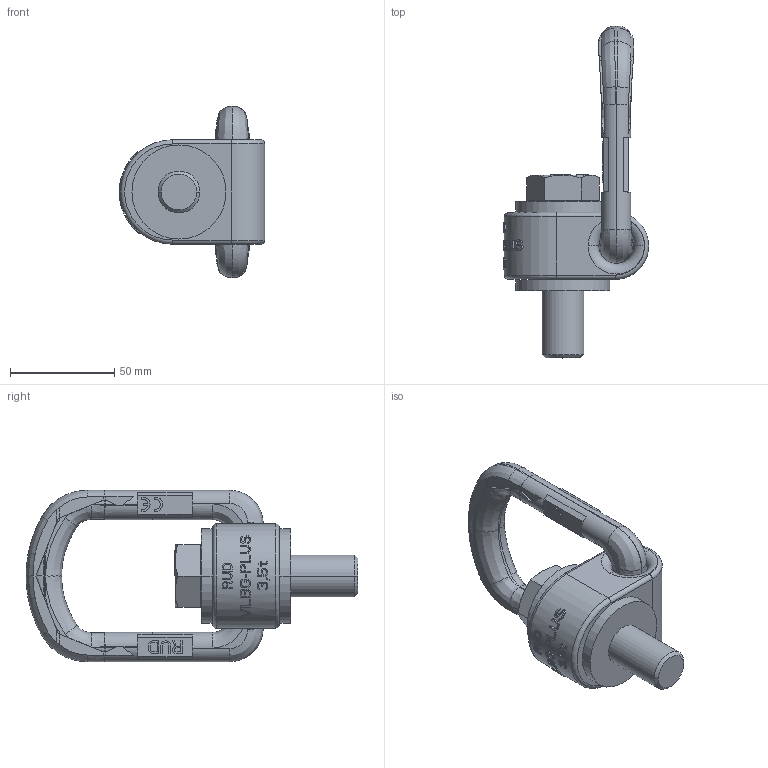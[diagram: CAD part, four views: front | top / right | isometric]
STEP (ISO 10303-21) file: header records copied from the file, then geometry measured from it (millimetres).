
FILE_DESCRIPTION((''),'2;1');
FILE_NAME('001-M35334-P-1_ASM','2019-02-06T',('anja.joas'),(''),'PRO/ENGINEER BY PARAMETRIC TECHNOLOGY CORPORATION, 2011490','PRO/ENGINEER BY PARAMETRIC TECHNOLOGY CORPORATION, 2011490','');
FILE_SCHEMA(('CONFIG_CONTROL_DESIGN'));
Length unit declared in the file: millimetre
Products named in the file (4): 001-M35334-P-2; 001-M34904-P-1; 001-M35334-P-3; 001-M35334-P-1_ASM
Assembly tree (3 placements, depth 2):
  001-M35334-P-1_ASM
    001-M35334-P-2
    001-M34904-P-1
    001-M35334-P-3
Bounding box: 69.5 x 158.85 x 82 mm (x, y, z)
Volume: 174915.1 mm3; surface area: 43931.9 mm2
Topology: 3 solids, 3 shells, 1005 faces, 2751 edges, 1792 vertices
Faces by surface type: plane 789, cylinder 108, bspline 92, torus 8, cone 8
Entity records: 37967 total; most frequent: CARTESIAN_POINT 14181, ORIENTED_EDGE 5502, DIRECTION 4059, EDGE_CURVE 2751, VERTEX_POINT 1792, VECTOR 1571, LINE 1571, AXIS2_PLACEMENT_3D 1244
